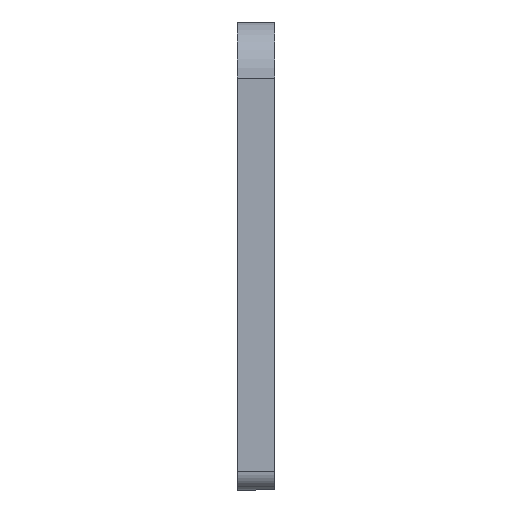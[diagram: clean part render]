
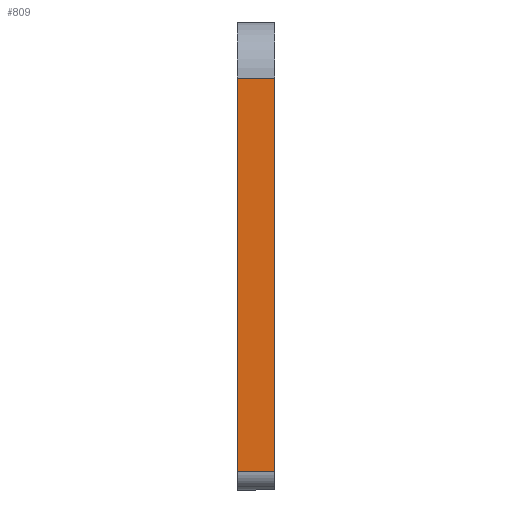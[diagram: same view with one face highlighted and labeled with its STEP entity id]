
A CAD part, left-side view. The second image highlights one B-rep face of the part: STEP entity #809.
In plain terms, the highlighted planar face has unit normal (-1, 0, 0).
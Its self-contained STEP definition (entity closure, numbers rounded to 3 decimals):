
#7 = CARTESIAN_POINT ( 'NONE',  ( -45.05, 0., 32. ) ) ;
#38 = VECTOR ( 'NONE', #139, 1000. ) ;
#46 = CARTESIAN_POINT ( 'NONE',  ( -45.05, 2., 11. ) ) ;
#128 = CARTESIAN_POINT ( 'NONE',  ( -45.05, 2., 11. ) ) ;
#139 = DIRECTION ( 'NONE',  ( 0., -1., 0. ) ) ;
#190 = CARTESIAN_POINT ( 'NONE',  ( -45.05, 0., -32. ) ) ;
#193 = ORIENTED_EDGE ( 'NONE', *, *, #1094, .T. ) ;
#198 = ORIENTED_EDGE ( 'NONE', *, *, #996, .T. ) ;
#229 = LINE ( 'NONE', #46, #38 ) ;
#271 = DIRECTION ( 'NONE',  ( 1., 0., 0. ) ) ;
#287 = DIRECTION ( 'NONE',  ( 0., 0., 1. ) ) ;
#316 = EDGE_LOOP ( 'NONE', ( #552, #193, #198, #955 ) ) ;
#359 = LINE ( 'NONE', #1207, #859 ) ;
#401 = LINE ( 'NONE', #190, #1038 ) ;
#415 = AXIS2_PLACEMENT_3D ( 'NONE', #712, #271, #1011 ) ;
#474 = EDGE_CURVE ( 'NONE', #1165, #524, #831, .T. ) ;
#524 = VERTEX_POINT ( 'NONE', #665 ) ;
#532 = PLANE ( 'NONE',  #415 ) ;
#552 = ORIENTED_EDGE ( 'NONE', *, *, #474, .F. ) ;
#559 = CARTESIAN_POINT ( 'NONE',  ( -45.05, 0., 11. ) ) ;
#613 = VERTEX_POINT ( 'NONE', #559 ) ;
#623 = VECTOR ( 'NONE', #287, 1000. ) ;
#665 = CARTESIAN_POINT ( 'NONE',  ( -45.05, 2., 32. ) ) ;
#706 = DIRECTION ( 'NONE',  ( 0., -1., 0. ) ) ;
#712 = CARTESIAN_POINT ( 'NONE',  ( -45.05, 2., -32. ) ) ;
#809 = ADVANCED_FACE ( 'NONE', ( #1186 ), #532, .F. ) ;
#831 = LINE ( 'NONE', #1211, #623 ) ;
#859 = VECTOR ( 'NONE', #706, 1000. ) ;
#933 = DIRECTION ( 'NONE',  ( 0., 0., 1. ) ) ;
#955 = ORIENTED_EDGE ( 'NONE', *, *, #1193, .F. ) ;
#973 = VERTEX_POINT ( 'NONE', #7 ) ;
#996 = EDGE_CURVE ( 'NONE', #613, #973, #401, .T. ) ;
#1011 = DIRECTION ( 'NONE',  ( 0., 0., -1. ) ) ;
#1038 = VECTOR ( 'NONE', #933, 1000. ) ;
#1094 = EDGE_CURVE ( 'NONE', #1165, #613, #229, .T. ) ;
#1165 = VERTEX_POINT ( 'NONE', #128 ) ;
#1186 = FACE_OUTER_BOUND ( 'NONE', #316, .T. ) ;
#1193 = EDGE_CURVE ( 'NONE', #524, #973, #359, .T. ) ;
#1207 = CARTESIAN_POINT ( 'NONE',  ( -45.05, 2., 32. ) ) ;
#1211 = CARTESIAN_POINT ( 'NONE',  ( -45.05, 2., -32. ) ) ;
